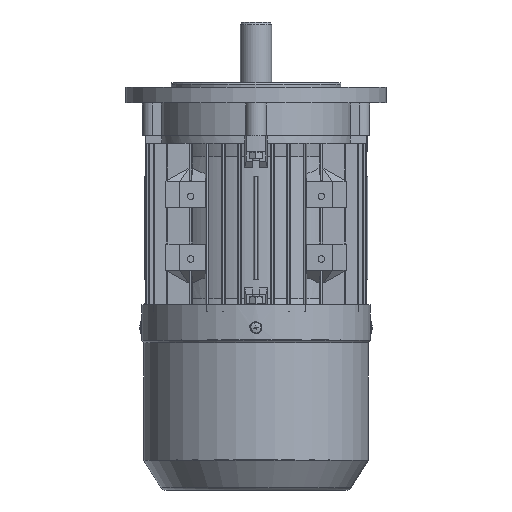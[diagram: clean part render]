
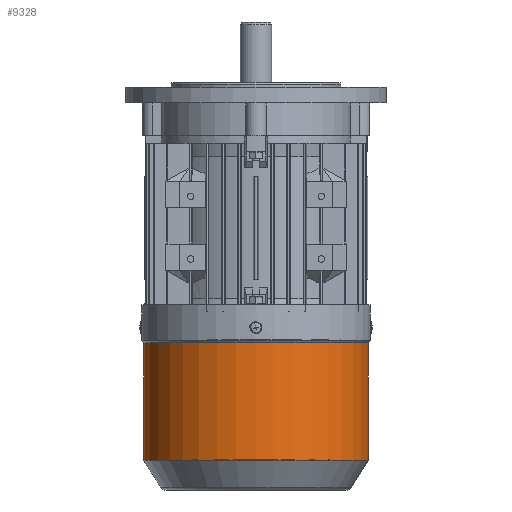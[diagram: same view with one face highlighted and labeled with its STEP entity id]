
A CAD part, front view. The second image highlights one B-rep face of the part: STEP entity #9328.
In plain terms, the highlighted cylindrical face has radius 86 mm (diameter 172 mm), a partial arc.
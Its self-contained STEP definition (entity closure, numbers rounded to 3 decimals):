
#6436 = DIRECTION ( 'NONE',  ( 0., 0., -1. ) ) ;
#9228 = EDGE_CURVE ( 'NONE', #9247, #9229, #59839, .T. ) ;
#9229 = VERTEX_POINT ( 'NONE', #59826 ) ;
#9234 = ORIENTED_EDGE ( 'NONE', *, *, #9228, .T. ) ;
#9235 = ORIENTED_EDGE ( 'NONE', *, *, #9236, .T. ) ;
#9236 = EDGE_CURVE ( 'NONE', #9229, #9237, #59805, .T. ) ;
#9237 = VERTEX_POINT ( 'NONE', #59981 ) ;
#9238 = ORIENTED_EDGE ( 'NONE', *, *, #9239, .F. ) ;
#9239 = EDGE_CURVE ( 'NONE', #9240, #9237, #59971, .T. ) ;
#9240 = VERTEX_POINT ( 'NONE', #59961 ) ;
#9241 = ORIENTED_EDGE ( 'NONE', *, *, #9242, .F. ) ;
#9242 = EDGE_CURVE ( 'NONE', #9247, #9240, #59954, .T. ) ;
#9247 = VERTEX_POINT ( 'NONE', #59915 ) ;
#9328 = ADVANCED_FACE ( 'NONE', ( #60561 ), #59248, .T. ) ;
#9329 = EDGE_LOOP ( 'NONE', ( #9234, #9235, #9238, #9241 ) ) ;
#59247 = AXIS2_PLACEMENT_3D ( 'NONE', #59727, #60572, #6436 ) ;
#59248 = CYLINDRICAL_SURFACE ( 'NONE', #59247, 86. ) ;
#59727 = CARTESIAN_POINT ( 'NONE',  ( 0., 0., 0. ) ) ;
#59805 = LINE ( 'NONE', #59987, #59985 ) ;
#59826 = CARTESIAN_POINT ( 'NONE',  ( -109.667, 0., 86. ) ) ;
#59829 = DIRECTION ( 'NONE',  ( 0., 0., -1. ) ) ;
#59833 = DIRECTION ( 'NONE',  ( 1., 0., 0. ) ) ;
#59835 = CARTESIAN_POINT ( 'NONE',  ( -109.667, 0., 0. ) ) ;
#59837 = AXIS2_PLACEMENT_3D ( 'NONE', #59835, #59833, #59829 ) ;
#59839 = CIRCLE ( 'NONE', #59837, 86. ) ;
#59915 = CARTESIAN_POINT ( 'NONE',  ( -109.667, 0., -86. ) ) ;
#59948 = DIRECTION ( 'NONE',  ( 1., 0., 0. ) ) ;
#59950 = VECTOR ( 'NONE', #59948, 1000. ) ;
#59952 = CARTESIAN_POINT ( 'NONE',  ( 0., 0., -86. ) ) ;
#59954 = LINE ( 'NONE', #59952, #59950 ) ;
#59961 = CARTESIAN_POINT ( 'NONE',  ( -19.712, 0., -86. ) ) ;
#59964 = DIRECTION ( 'NONE',  ( 0., 0., -1. ) ) ;
#59967 = DIRECTION ( 'NONE',  ( 1., 0., 0. ) ) ;
#59969 = CARTESIAN_POINT ( 'NONE',  ( -19.712, 0., 0. ) ) ;
#59970 = AXIS2_PLACEMENT_3D ( 'NONE', #59969, #59967, #59964 ) ;
#59971 = CIRCLE ( 'NONE', #59970, 86. ) ;
#59981 = CARTESIAN_POINT ( 'NONE',  ( -19.712, 0., 86. ) ) ;
#59983 = DIRECTION ( 'NONE',  ( 1., 0., 0. ) ) ;
#59985 = VECTOR ( 'NONE', #59983, 1000. ) ;
#59987 = CARTESIAN_POINT ( 'NONE',  ( 0., 0., 86. ) ) ;
#60561 = FACE_OUTER_BOUND ( 'NONE', #9329, .T. ) ;
#60572 = DIRECTION ( 'NONE',  ( 1., 0., 0. ) ) ;
